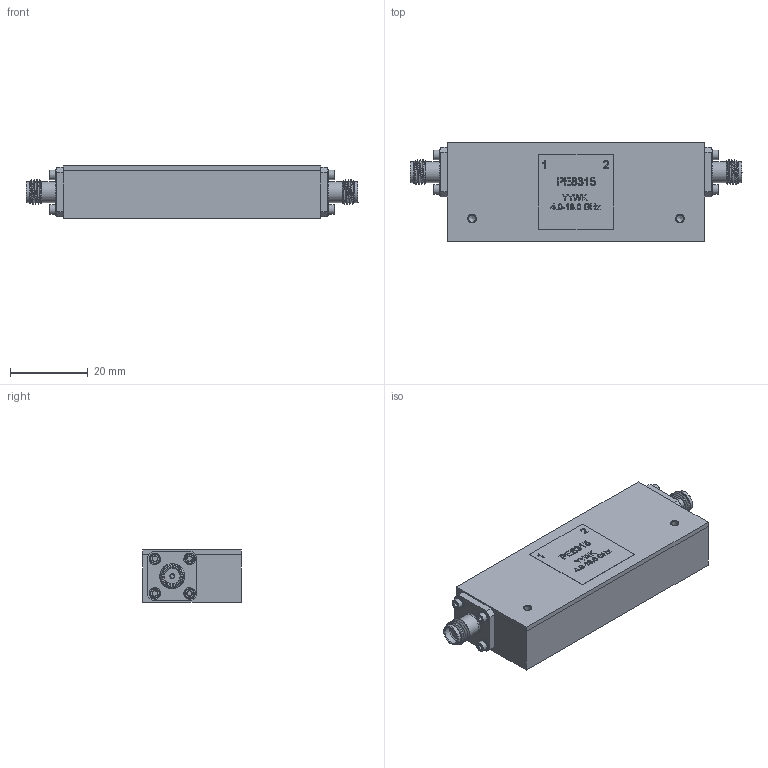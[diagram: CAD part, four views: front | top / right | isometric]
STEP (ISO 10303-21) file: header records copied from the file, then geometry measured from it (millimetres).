
FILE_DESCRIPTION (( 'STEP AP203' ), '1' );
FILE_NAME ('PE8315_3D.step', '2020-09-22T15:12:34', ( '' ), ( '' ), 'SwSTEP 2.0', 'SolidWorks 2018', '' );
FILE_SCHEMA (( 'CONFIG_CONTROL_DESIGN' ));
Length unit declared in the file: inch
Products named in the file (1): PE8315_3D
Bounding box: 85.19 x 25.4 x 13.54 mm (x, y, z)
Volume: 23472.2 mm3; surface area: 6939.3 mm2
Topology: 1 solids, 9 shells, 630 faces, 1500 edges, 964 vertices
Faces by surface type: plane 327, bspline 139, cylinder 86, cone 76, torus 2
Full cylindrical faces by diameter (mm): 1.016 x2, 1.27 x4, 1.524 x24, 1.778 x2, 1.854 x10, 2.184 x2, 2.438 x8, 2.946 x8, 4.521 x2, 5.08 x2, 5.334 x4
Entity records: 30437 total; most frequent: CARTESIAN_POINT 17952, ORIENTED_EDGE 2644, DIRECTION 2092, EDGE_CURVE 1322, VERTEX_POINT 888, EDGE_LOOP 776, VECTOR 740, LINE 740
